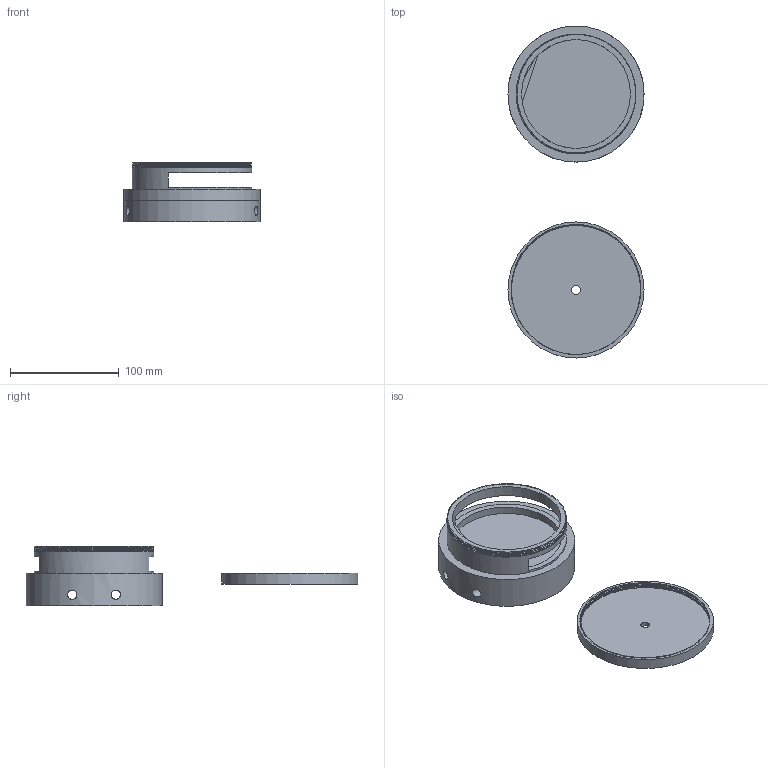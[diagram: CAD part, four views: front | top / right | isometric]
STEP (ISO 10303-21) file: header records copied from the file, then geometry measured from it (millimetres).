
FILE_DESCRIPTION(/* description */ (''),/* implementation_level */ '2;1');
FILE_NAME(/* name */ 'Devis mm andy.step',/* time_stamp */ '2019-10-26T21:48:18+02:00',/* author */ (''),/* organization */ (''),/* preprocessor_version */ 'ST-DEVELOPER v18',/* originating_system */ 'Autodesk Translation Framework v8.6.0.1094',/* authorisation */ '');
FILE_SCHEMA (('AUTOMOTIVE_DESIGN { 1 0 10303 214 3 1 1 }'));
Length unit declared in the file: millimetre
Products named in the file (1): Burning man 2020 collier interne V2.1 avec trous fix
Bounding box: 125 x 305 x 55 mm (x, y, z)
Volume: 400679.1 mm3; surface area: 90216.6 mm2
Topology: 2 solids, 2 shells, 42 faces, 115 edges, 81 vertices
Faces by surface type: cylinder 25, plane 13, bspline 4
Full cylindrical faces by diameter (mm): 8 x1, 8.5 x2, 100 x2, 108.117 x3, 109.85 x3, 118.526 x2, 120.226 x3, 125 x2
Entity records: 4403 total; most frequent: CARTESIAN_POINT 3351, ORIENTED_EDGE 230, DIRECTION 176, EDGE_CURVE 115, VERTEX_POINT 81, AXIS2_PLACEMENT_3D 73, EDGE_LOOP 54, B_SPLINE_CURVE_WITH_KNOTS 51
